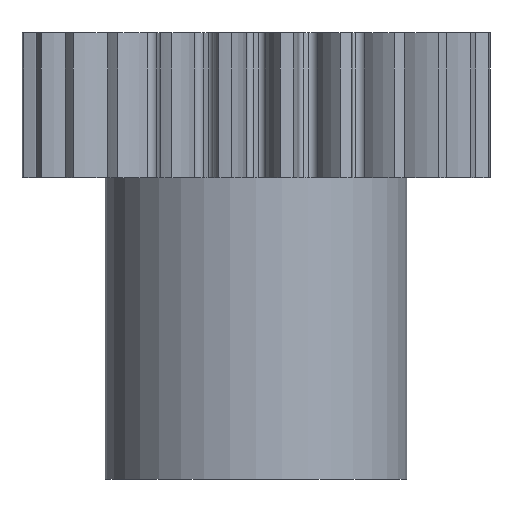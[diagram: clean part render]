
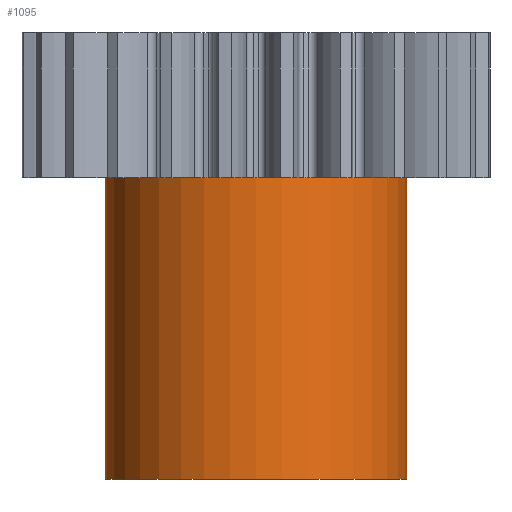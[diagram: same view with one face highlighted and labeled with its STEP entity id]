
A CAD part, front view. The second image highlights one B-rep face of the part: STEP entity #1095.
In plain terms, the highlighted cylindrical face has radius 12.5 mm (diameter 25 mm), a partial arc.
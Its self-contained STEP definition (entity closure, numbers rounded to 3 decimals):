
#201 = EDGE_CURVE ( 'NONE', #3616, #3614, #1727, .T. ) ;
#1090 = ORIENTED_EDGE ( 'NONE', *, *, #3635, .T. ) ;
#1091 = EDGE_LOOP ( 'NONE', ( #1097, #1155, #1090, #1098 ) ) ;
#1095 = ADVANCED_FACE ( 'NONE', ( #3206 ), #3221, .T. ) ;
#1096 = EDGE_CURVE ( 'NONE', #3596, #3800, #3160, .T. ) ;
#1097 = ORIENTED_EDGE ( 'NONE', *, *, #3804, .F. ) ;
#1098 = ORIENTED_EDGE ( 'NONE', *, *, #201, .F. ) ;
#1155 = ORIENTED_EDGE ( 'NONE', *, *, #1096, .T. ) ;
#1718 = DIRECTION ( 'NONE',  ( 1., 0., 0. ) ) ;
#1719 = DIRECTION ( 'NONE',  ( 0., 0., 1. ) ) ;
#1723 = CARTESIAN_POINT ( 'NONE',  ( 0., 0., 0. ) ) ;
#1725 = AXIS2_PLACEMENT_3D ( 'NONE', #1723, #1719, #1718 ) ;
#1727 = CIRCLE ( 'NONE', #1725, 12.5 ) ;
#3013 = DIRECTION ( 'NONE',  ( 1., 0., 0. ) ) ;
#3014 = AXIS2_PLACEMENT_3D ( 'NONE', #3189, #3224, #3013 ) ;
#3160 = CIRCLE ( 'NONE', #3014, 12.5 ) ;
#3189 = CARTESIAN_POINT ( 'NONE',  ( 0., 0., -25. ) ) ;
#3192 = DIRECTION ( 'NONE',  ( 1., 0., 0. ) ) ;
#3195 = DIRECTION ( 'NONE',  ( 0., 0., 1. ) ) ;
#3205 = CARTESIAN_POINT ( 'NONE',  ( 0., 0., -25. ) ) ;
#3206 = FACE_OUTER_BOUND ( 'NONE', #1091, .T. ) ;
#3213 = AXIS2_PLACEMENT_3D ( 'NONE', #3205, #3195, #3192 ) ;
#3221 = CYLINDRICAL_SURFACE ( 'NONE', #3213, 12.5 ) ;
#3224 = DIRECTION ( 'NONE',  ( 0., 0., 1. ) ) ;
#3596 = VERTEX_POINT ( 'NONE', #4873 ) ;
#3614 = VERTEX_POINT ( 'NONE', #4899 ) ;
#3616 = VERTEX_POINT ( 'NONE', #4887 ) ;
#3635 = EDGE_CURVE ( 'NONE', #3800, #3614, #4974, .T. ) ;
#3800 = VERTEX_POINT ( 'NONE', #5063 ) ;
#3804 = EDGE_CURVE ( 'NONE', #3596, #3616, #4981, .T. ) ;
#4873 = CARTESIAN_POINT ( 'NONE',  ( -12.5, 0., -25. ) ) ;
#4887 = CARTESIAN_POINT ( 'NONE',  ( -12.5, 0., 0. ) ) ;
#4899 = CARTESIAN_POINT ( 'NONE',  ( 12.5, 0., 0. ) ) ;
#4964 = DIRECTION ( 'NONE',  ( 0., 0., 1. ) ) ;
#4965 = VECTOR ( 'NONE', #4964, 1000. ) ;
#4973 = CARTESIAN_POINT ( 'NONE',  ( 12.5, 0., -25. ) ) ;
#4974 = LINE ( 'NONE', #4973, #4965 ) ;
#4980 = CARTESIAN_POINT ( 'NONE',  ( -12.5, 0., -25. ) ) ;
#4981 = LINE ( 'NONE', #4980, #5049 ) ;
#5047 = DIRECTION ( 'NONE',  ( 0., 0., 1. ) ) ;
#5049 = VECTOR ( 'NONE', #5047, 1000. ) ;
#5063 = CARTESIAN_POINT ( 'NONE',  ( 12.5, 0., -25. ) ) ;
